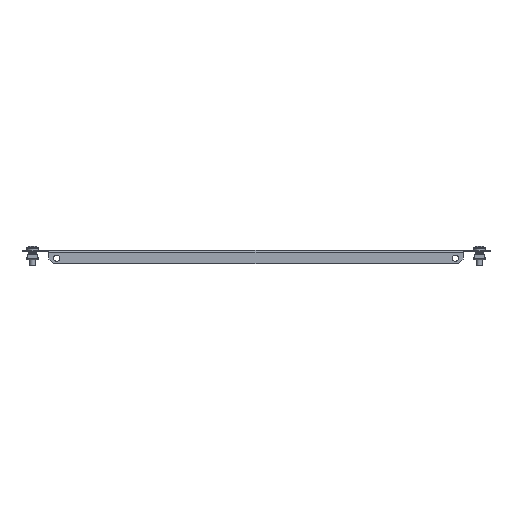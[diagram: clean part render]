
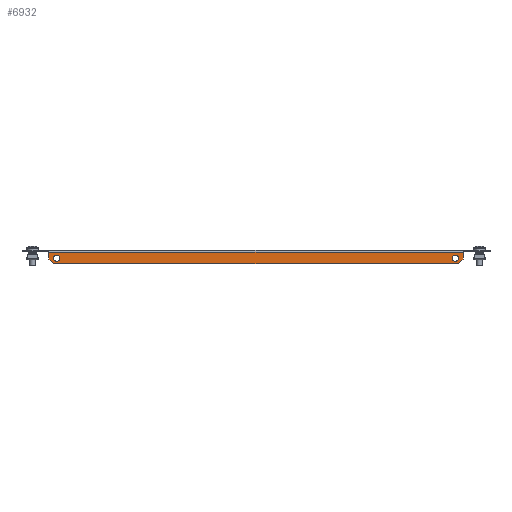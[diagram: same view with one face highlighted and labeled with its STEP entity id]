
A CAD part, front view. The second image highlights one B-rep face of the part: STEP entity #6932.
In plain terms, the highlighted planar face has unit normal (0, -1, 0).
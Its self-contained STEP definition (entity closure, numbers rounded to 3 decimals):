
#2 = EDGE_CURVE ( 'NONE', #3854, #1553, #7058, .T. ) ;
#4 = EDGE_LOOP ( 'NONE', ( #3088, #4251 ) ) ;
#11 = EDGE_CURVE ( 'NONE', #325, #1505, #1537, .T. ) ;
#32 = AXIS2_PLACEMENT_3D ( 'NONE', #7709, #2095, #5936 ) ;
#94 = CARTESIAN_POINT ( 'NONE',  ( -210., -74.5, -14. ) ) ;
#278 = CARTESIAN_POINT ( 'NONE',  ( 215., -74.5, -2. ) ) ;
#290 = VERTEX_POINT ( 'NONE', #4453 ) ;
#325 = VERTEX_POINT ( 'NONE', #793 ) ;
#353 = CARTESIAN_POINT ( 'NONE',  ( 0., -74.5, -14. ) ) ;
#379 = VECTOR ( 'NONE', #5357, 1000. ) ;
#461 = CIRCLE ( 'NONE', #6239, 3.25 ) ;
#480 = ORIENTED_EDGE ( 'NONE', *, *, #6078, .T. ) ;
#500 = EDGE_CURVE ( 'NONE', #6250, #325, #2304, .T. ) ;
#597 = VECTOR ( 'NONE', #7223, 1000. ) ;
#728 = FACE_BOUND ( 'NONE', #7786, .T. ) ;
#793 = CARTESIAN_POINT ( 'NONE',  ( -215., -74.5, -9. ) ) ;
#825 = VECTOR ( 'NONE', #1130, 1000. ) ;
#930 = ORIENTED_EDGE ( 'NONE', *, *, #11, .T. ) ;
#945 = DIRECTION ( 'NONE',  ( 0., 0., 1. ) ) ;
#1011 = EDGE_CURVE ( 'NONE', #1505, #290, #6589, .T. ) ;
#1081 = ORIENTED_EDGE ( 'NONE', *, *, #5744, .F. ) ;
#1116 = AXIS2_PLACEMENT_3D ( 'NONE', #3538, #3460, #7775 ) ;
#1126 = AXIS2_PLACEMENT_3D ( 'NONE', #2088, #4625, #6996 ) ;
#1130 = DIRECTION ( 'NONE',  ( 0., 0., 1. ) ) ;
#1286 = CARTESIAN_POINT ( 'NONE',  ( 207., -74.5, -11.25 ) ) ;
#1426 = AXIS2_PLACEMENT_3D ( 'NONE', #7862, #6045, #7195 ) ;
#1505 = VERTEX_POINT ( 'NONE', #94 ) ;
#1537 = LINE ( 'NONE', #6699, #6407 ) ;
#1553 = VERTEX_POINT ( 'NONE', #1286 ) ;
#1617 = EDGE_CURVE ( 'NONE', #1707, #3843, #461, .T. ) ;
#1701 = DIRECTION ( 'NONE',  ( 0.707, 0., -0.707 ) ) ;
#1707 = VERTEX_POINT ( 'NONE', #3374 ) ;
#1997 = CARTESIAN_POINT ( 'NONE',  ( 215., -74.5, -9. ) ) ;
#2011 = LINE ( 'NONE', #2662, #7913 ) ;
#2088 = CARTESIAN_POINT ( 'NONE',  ( 0., -74.5, 0. ) ) ;
#2095 = DIRECTION ( 'NONE',  ( 0., 1., 0. ) ) ;
#2211 = ORIENTED_EDGE ( 'NONE', *, *, #3372, .T. ) ;
#2271 = CARTESIAN_POINT ( 'NONE',  ( -215., -74.5, -2. ) ) ;
#2304 = LINE ( 'NONE', #6685, #5876 ) ;
#2419 = ORIENTED_EDGE ( 'NONE', *, *, #1011, .T. ) ;
#2517 = EDGE_CURVE ( 'NONE', #3843, #1707, #5398, .T. ) ;
#2541 = ORIENTED_EDGE ( 'NONE', *, *, #2544, .T. ) ;
#2544 = EDGE_CURVE ( 'NONE', #5482, #5006, #6015, .T. ) ;
#2662 = CARTESIAN_POINT ( 'NONE',  ( 112., -74.5, -112. ) ) ;
#2940 = CIRCLE ( 'NONE', #1116, 3.25 ) ;
#3088 = ORIENTED_EDGE ( 'NONE', *, *, #1617, .T. ) ;
#3100 = CARTESIAN_POINT ( 'NONE',  ( 207., -74.5, -4.75 ) ) ;
#3331 = LINE ( 'NONE', #7732, #597 ) ;
#3372 = EDGE_CURVE ( 'NONE', #290, #5482, #2011, .T. ) ;
#3374 = CARTESIAN_POINT ( 'NONE',  ( -207., -74.5, -4.75 ) ) ;
#3460 = DIRECTION ( 'NONE',  ( 0., -1., 0. ) ) ;
#3538 = CARTESIAN_POINT ( 'NONE',  ( 207., -74.5, -8. ) ) ;
#3603 = ORIENTED_EDGE ( 'NONE', *, *, #500, .T. ) ;
#3718 = EDGE_LOOP ( 'NONE', ( #2419, #2211, #2541, #480, #3603, #930 ) ) ;
#3843 = VERTEX_POINT ( 'NONE', #7655 ) ;
#3854 = VERTEX_POINT ( 'NONE', #3100 ) ;
#4126 = CARTESIAN_POINT ( 'NONE',  ( 215., -74.5, 0. ) ) ;
#4147 = CARTESIAN_POINT ( 'NONE',  ( -207., -74.5, -8. ) ) ;
#4251 = ORIENTED_EDGE ( 'NONE', *, *, #2517, .T. ) ;
#4453 = CARTESIAN_POINT ( 'NONE',  ( 210., -74.5, -14. ) ) ;
#4625 = DIRECTION ( 'NONE',  ( 0., -1., 0. ) ) ;
#5004 = DIRECTION ( 'NONE',  ( 0.707, 0., 0.707 ) ) ;
#5006 = VERTEX_POINT ( 'NONE', #278 ) ;
#5357 = DIRECTION ( 'NONE',  ( 1., 0., 0. ) ) ;
#5398 = CIRCLE ( 'NONE', #32, 3.25 ) ;
#5482 = VERTEX_POINT ( 'NONE', #1997 ) ;
#5744 = EDGE_CURVE ( 'NONE', #1553, #3854, #2940, .T. ) ;
#5876 = VECTOR ( 'NONE', #7423, 1000. ) ;
#5936 = DIRECTION ( 'NONE',  ( 0., 0., 1. ) ) ;
#5997 = DIRECTION ( 'NONE',  ( 0., 1., 0. ) ) ;
#6015 = LINE ( 'NONE', #4126, #825 ) ;
#6045 = DIRECTION ( 'NONE',  ( 0., -1., 0. ) ) ;
#6078 = EDGE_CURVE ( 'NONE', #5006, #6250, #3331, .T. ) ;
#6239 = AXIS2_PLACEMENT_3D ( 'NONE', #4147, #5997, #945 ) ;
#6250 = VERTEX_POINT ( 'NONE', #2271 ) ;
#6407 = VECTOR ( 'NONE', #1701, 1000. ) ;
#6589 = LINE ( 'NONE', #353, #379 ) ;
#6685 = CARTESIAN_POINT ( 'NONE',  ( -215., -74.5, 0. ) ) ;
#6699 = CARTESIAN_POINT ( 'NONE',  ( -112., -74.5, -112. ) ) ;
#6796 = ORIENTED_EDGE ( 'NONE', *, *, #2, .F. ) ;
#6932 = ADVANCED_FACE ( 'NONE', ( #728, #7702, #7080 ), #7657, .T. ) ;
#6996 = DIRECTION ( 'NONE',  ( 0., 0., 1. ) ) ;
#7058 = CIRCLE ( 'NONE', #1426, 3.25 ) ;
#7080 = FACE_OUTER_BOUND ( 'NONE', #3718, .T. ) ;
#7195 = DIRECTION ( 'NONE',  ( 0., 0., 1. ) ) ;
#7223 = DIRECTION ( 'NONE',  ( -1., 0., 0. ) ) ;
#7423 = DIRECTION ( 'NONE',  ( 0., 0., -1. ) ) ;
#7655 = CARTESIAN_POINT ( 'NONE',  ( -207., -74.5, -11.25 ) ) ;
#7657 = PLANE ( 'NONE',  #1126 ) ;
#7702 = FACE_BOUND ( 'NONE', #4, .T. ) ;
#7709 = CARTESIAN_POINT ( 'NONE',  ( -207., -74.5, -8. ) ) ;
#7732 = CARTESIAN_POINT ( 'NONE',  ( 0., -74.5, -2. ) ) ;
#7775 = DIRECTION ( 'NONE',  ( 0., 0., 1. ) ) ;
#7786 = EDGE_LOOP ( 'NONE', ( #6796, #1081 ) ) ;
#7862 = CARTESIAN_POINT ( 'NONE',  ( 207., -74.5, -8. ) ) ;
#7913 = VECTOR ( 'NONE', #5004, 1000. ) ;
